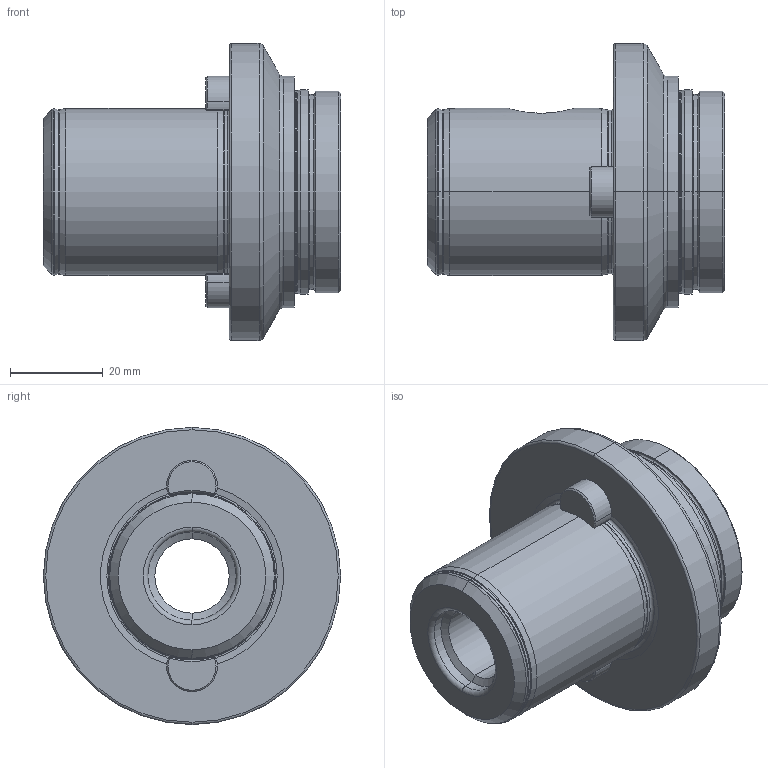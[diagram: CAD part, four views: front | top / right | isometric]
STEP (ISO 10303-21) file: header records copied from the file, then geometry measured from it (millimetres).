
FILE_DESCRIPTION (( 'STEP AP203' ), '1' );
FILE_NAME ('BT5-ST3.K01.065.STEP', '2016-02-12T10:19:22', ( 'SWIAdmin' ), ( 'Hewlett-Packard Company' ), 'SwSTEP 2.0', 'SolidWorks 2015', '' );
FILE_SCHEMA (( 'CONFIG_CONTROL_DESIGN' ));
Length unit declared in the file: millimetre
Products named in the file (3): ST6-BF2.K01.014_A; BT5-ST3.K01.065; ST6-ER2.001.012_A
Assembly tree (3 placements, depth 2):
  BT5-ST3.K01.065
    ST6-BF2.K01.014_A
    ST6-ER2.001.012_A  x2
Bounding box: 63.98 x 64 x 64 mm (x, y, z)
Volume: 77268.8 mm3; surface area: 18462.3 mm2
Topology: 3 solids, 3 shells, 150 faces, 314 edges, 174 vertices
Faces by surface type: cone 50, cylinder 48, torus 38, plane 14
Entity records: 3909 total; most frequent: CARTESIAN_POINT 737, DIRECTION 704, ORIENTED_EDGE 532, AXIS2_PLACEMENT_3D 311, EDGE_CURVE 266, CIRCLE 176, VERTEX_POINT 148, EDGE_LOOP 140
